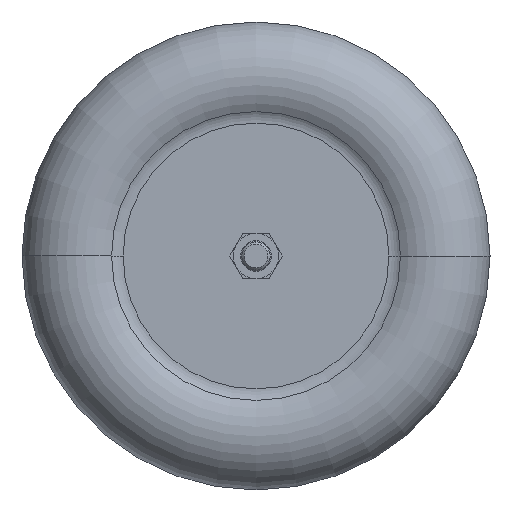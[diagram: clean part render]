
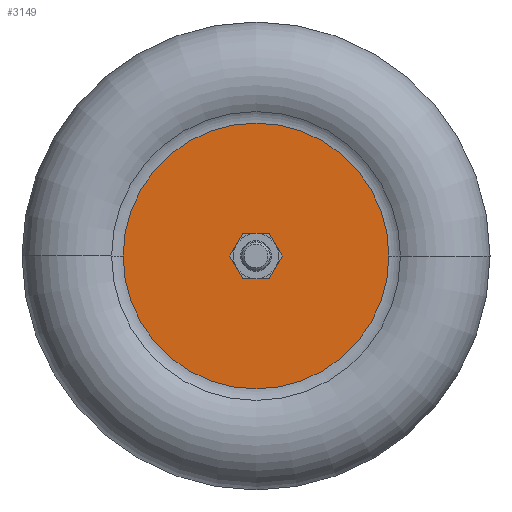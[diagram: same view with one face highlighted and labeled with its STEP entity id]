
A CAD part, front view. The second image highlights one B-rep face of the part: STEP entity #3149.
In plain terms, the highlighted face is planar.
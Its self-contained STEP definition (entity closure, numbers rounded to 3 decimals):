
#2902=CARTESIAN_POINT('',(0.,-5.,0.));
#2903=DIRECTION('',(0.,1.,0.));
#2904=DIRECTION('',(-1.,0.,0.));
#2905=AXIS2_PLACEMENT_3D('',#2902,#2903,#2904);
#2907=CARTESIAN_POINT('',(0.,-5.,0.));
#2908=DIRECTION('',(0.,1.,0.));
#2909=DIRECTION('',(1.,0.,0.));
#2910=AXIS2_PLACEMENT_3D('',#2907,#2908,#2909);
#2924=CARTESIAN_POINT('',(-46.848,-5.,0.));
#2925=CARTESIAN_POINT('',(46.848,-5.,0.));
#2926=VERTEX_POINT('',#2924);
#2927=VERTEX_POINT('',#2925);
#3140=CARTESIAN_POINT('',(0.,-5.,0.));
#3141=DIRECTION('',(0.,-1.,0.));
#3142=DIRECTION('',(1.,0.,0.));
#3143=AXIS2_PLACEMENT_3D('',#3140,#3141,#3142);
#3144=PLANE('',#3143);
#3145=ORIENTED_EDGE('',*,*,#2967,.F.);
#3146=ORIENTED_EDGE('',*,*,#2983,.F.);
#3147=EDGE_LOOP('',(#3145,#3146));
#3148=FACE_OUTER_BOUND('',#3147,.F.);
#3149=ADVANCED_FACE('',(#3148),#3144,.F.);
#2906=CIRCLE('',#2905,46.848);
#2911=CIRCLE('',#2910,46.848);
#2967=EDGE_CURVE('',#2926,#2927,#2906,.T.);
#2983=EDGE_CURVE('',#2927,#2926,#2911,.T.);
